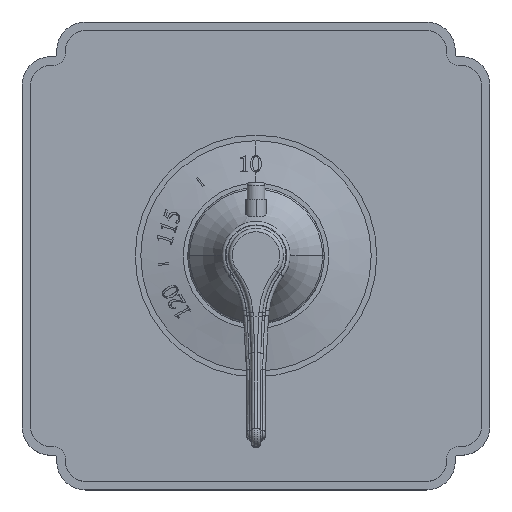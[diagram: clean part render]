
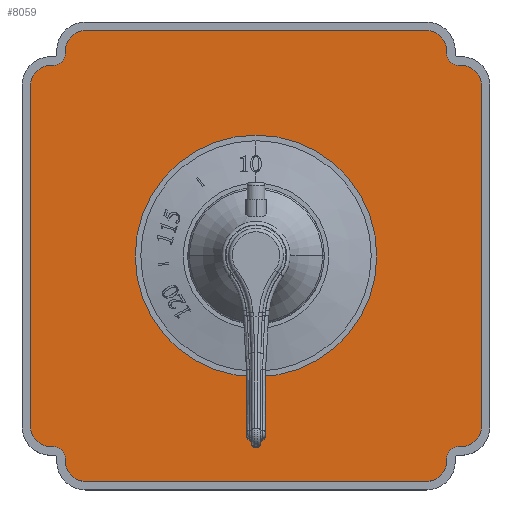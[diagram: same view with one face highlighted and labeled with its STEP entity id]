
A CAD part, top view. The second image highlights one B-rep face of the part: STEP entity #8059.
In plain terms, the highlighted planar face has unit normal (0, 0, 1).
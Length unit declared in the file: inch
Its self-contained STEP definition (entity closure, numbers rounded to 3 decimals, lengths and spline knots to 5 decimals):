
#518=DIRECTION('',(1.,0.,0.));
#519=VECTOR('',#518,0.045);
#520=CARTESIAN_POINT('',(2.915,-2.75,0.343));
#521=LINE('',#520,#519);
#522=CARTESIAN_POINT('',(2.915,-2.915,0.343));
#523=DIRECTION('',(0.,0.,-1.));
#524=DIRECTION('',(-1.,0.,0.));
#525=AXIS2_PLACEMENT_3D('',#522,#523,#524);
#527=DIRECTION('',(0.,1.,0.));
#528=VECTOR('',#527,0.045);
#529=CARTESIAN_POINT('',(2.75,-2.96,0.343));
#530=LINE('',#529,#528);
#531=CARTESIAN_POINT('',(2.46,-2.96,0.343));
#532=DIRECTION('',(0.,0.,1.));
#533=DIRECTION('',(0.,-1.,0.));
#534=AXIS2_PLACEMENT_3D('',#531,#532,#533);
#536=DIRECTION('',(1.,0.,0.));
#537=VECTOR('',#536,4.92);
#538=CARTESIAN_POINT('',(-2.46,-3.25,0.343));
#539=LINE('',#538,#537);
#540=CARTESIAN_POINT('',(-2.46,-2.96,0.343));
#541=DIRECTION('',(0.,0.,1.));
#542=DIRECTION('',(-1.,0.,0.));
#543=AXIS2_PLACEMENT_3D('',#540,#541,#542);
#545=DIRECTION('',(0.,-1.,0.));
#546=VECTOR('',#545,0.045);
#547=CARTESIAN_POINT('',(-2.75,-2.915,0.343));
#548=LINE('',#547,#546);
#549=CARTESIAN_POINT('',(-2.915,-2.915,0.343));
#550=DIRECTION('',(0.,0.,-1.));
#551=DIRECTION('',(0.,1.,0.));
#552=AXIS2_PLACEMENT_3D('',#549,#550,#551);
#554=DIRECTION('',(1.,0.,0.));
#555=VECTOR('',#554,0.045);
#556=CARTESIAN_POINT('',(-2.96,-2.75,0.343));
#557=LINE('',#556,#555);
#558=CARTESIAN_POINT('',(-2.96,-2.46,0.343));
#559=DIRECTION('',(0.,0.,1.));
#560=DIRECTION('',(-1.,0.,0.));
#561=AXIS2_PLACEMENT_3D('',#558,#559,#560);
#563=DIRECTION('',(0.,-1.,0.));
#564=VECTOR('',#563,4.92);
#565=CARTESIAN_POINT('',(-3.25,2.46,0.343));
#566=LINE('',#565,#564);
#567=CARTESIAN_POINT('',(-2.96,2.46,0.343));
#568=DIRECTION('',(0.,0.,1.));
#569=DIRECTION('',(0.,1.,0.));
#570=AXIS2_PLACEMENT_3D('',#567,#568,#569);
#572=DIRECTION('',(-1.,0.,0.));
#573=VECTOR('',#572,0.045);
#574=CARTESIAN_POINT('',(-2.915,2.75,0.343));
#575=LINE('',#574,#573);
#576=CARTESIAN_POINT('',(-2.915,2.915,0.343));
#577=DIRECTION('',(0.,0.,-1.));
#578=DIRECTION('',(1.,0.,0.));
#579=AXIS2_PLACEMENT_3D('',#576,#577,#578);
#581=DIRECTION('',(0.,-1.,0.));
#582=VECTOR('',#581,0.045);
#583=CARTESIAN_POINT('',(-2.75,2.96,0.343));
#584=LINE('',#583,#582);
#585=CARTESIAN_POINT('',(-2.46,2.96,0.343));
#586=DIRECTION('',(0.,0.,1.));
#587=DIRECTION('',(0.,1.,0.));
#588=AXIS2_PLACEMENT_3D('',#585,#586,#587);
#590=DIRECTION('',(-1.,0.,0.));
#591=VECTOR('',#590,4.92);
#592=CARTESIAN_POINT('',(2.46,3.25,0.343));
#593=LINE('',#592,#591);
#594=CARTESIAN_POINT('',(2.46,2.96,0.343));
#595=DIRECTION('',(0.,0.,1.));
#596=DIRECTION('',(1.,0.,0.));
#597=AXIS2_PLACEMENT_3D('',#594,#595,#596);
#599=DIRECTION('',(0.,1.,0.));
#600=VECTOR('',#599,0.045);
#601=CARTESIAN_POINT('',(2.75,2.915,0.343));
#602=LINE('',#601,#600);
#603=CARTESIAN_POINT('',(2.915,2.915,0.343));
#604=DIRECTION('',(0.,0.,-1.));
#605=DIRECTION('',(0.,-1.,0.));
#606=AXIS2_PLACEMENT_3D('',#603,#604,#605);
#608=DIRECTION('',(-1.,0.,0.));
#609=VECTOR('',#608,0.045);
#610=CARTESIAN_POINT('',(2.96,2.75,0.343));
#611=LINE('',#610,#609);
#612=CARTESIAN_POINT('',(2.96,2.46,0.343));
#613=DIRECTION('',(0.,0.,1.));
#614=DIRECTION('',(1.,0.,0.));
#615=AXIS2_PLACEMENT_3D('',#612,#613,#614);
#617=DIRECTION('',(0.,1.,0.));
#618=VECTOR('',#617,4.92);
#619=CARTESIAN_POINT('',(3.25,-2.46,0.343));
#620=LINE('',#619,#618);
#621=CARTESIAN_POINT('',(2.96,-2.46,0.343));
#622=DIRECTION('',(0.,0.,1.));
#623=DIRECTION('',(0.,-1.,0.));
#624=AXIS2_PLACEMENT_3D('',#621,#622,#623);
#626=CARTESIAN_POINT('',(0.,0.,0.343));
#627=DIRECTION('',(0.,0.,-1.));
#628=DIRECTION('',(0.,1.,0.));
#629=AXIS2_PLACEMENT_3D('',#626,#627,#628);
#631=CARTESIAN_POINT('',(0.,0.,0.343));
#632=DIRECTION('',(0.,0.,-1.));
#633=DIRECTION('',(0.,-1.,0.));
#634=AXIS2_PLACEMENT_3D('',#631,#632,#633);
#6286=CARTESIAN_POINT('',(2.915,-2.75,0.343));
#6287=CARTESIAN_POINT('',(2.96,-2.75,0.343));
#6288=VERTEX_POINT('',#6286);
#6289=VERTEX_POINT('',#6287);
#6290=CARTESIAN_POINT('',(3.25,-2.46,0.343));
#6291=VERTEX_POINT('',#6290);
#6292=CARTESIAN_POINT('',(3.25,2.46,0.343));
#6293=VERTEX_POINT('',#6292);
#6294=CARTESIAN_POINT('',(2.96,2.75,0.343));
#6295=VERTEX_POINT('',#6294);
#6296=CARTESIAN_POINT('',(2.915,2.75,0.343));
#6297=VERTEX_POINT('',#6296);
#6298=CARTESIAN_POINT('',(2.75,2.915,0.343));
#6299=VERTEX_POINT('',#6298);
#6300=CARTESIAN_POINT('',(2.75,2.96,0.343));
#6301=VERTEX_POINT('',#6300);
#6302=CARTESIAN_POINT('',(2.46,3.25,0.343));
#6303=VERTEX_POINT('',#6302);
#6304=CARTESIAN_POINT('',(-2.46,3.25,0.343));
#6305=VERTEX_POINT('',#6304);
#6306=CARTESIAN_POINT('',(-2.75,2.96,0.343));
#6307=VERTEX_POINT('',#6306);
#6308=CARTESIAN_POINT('',(-2.75,2.915,0.343));
#6309=VERTEX_POINT('',#6308);
#6310=CARTESIAN_POINT('',(-2.915,2.75,0.343));
#6311=VERTEX_POINT('',#6310);
#6312=CARTESIAN_POINT('',(-2.96,2.75,0.343));
#6313=VERTEX_POINT('',#6312);
#6314=CARTESIAN_POINT('',(-3.25,2.46,0.343));
#6315=VERTEX_POINT('',#6314);
#6316=CARTESIAN_POINT('',(-3.25,-2.46,0.343));
#6317=VERTEX_POINT('',#6316);
#6318=CARTESIAN_POINT('',(-2.96,-2.75,0.343));
#6319=VERTEX_POINT('',#6318);
#6320=CARTESIAN_POINT('',(-2.915,-2.75,0.343));
#6321=VERTEX_POINT('',#6320);
#6322=CARTESIAN_POINT('',(-2.75,-2.915,0.343));
#6323=VERTEX_POINT('',#6322);
#6324=CARTESIAN_POINT('',(-2.75,-2.96,0.343));
#6325=VERTEX_POINT('',#6324);
#6326=CARTESIAN_POINT('',(-2.46,-3.25,0.343));
#6327=VERTEX_POINT('',#6326);
#6328=CARTESIAN_POINT('',(2.46,-3.25,0.343));
#6329=VERTEX_POINT('',#6328);
#6330=CARTESIAN_POINT('',(2.75,-2.96,0.343));
#6331=VERTEX_POINT('',#6330);
#6332=CARTESIAN_POINT('',(2.75,-2.915,0.343));
#6333=VERTEX_POINT('',#6332);
#6877=CARTESIAN_POINT('',(0.,1.7425,0.343));
#6878=CARTESIAN_POINT('',(0.,-1.7425,0.343));
#6879=VERTEX_POINT('',#6877);
#6880=VERTEX_POINT('',#6878);
#8022=CARTESIAN_POINT('',(0.,0.,0.343));
#8023=DIRECTION('',(0.,0.,1.));
#8024=DIRECTION('',(-1.,0.,0.));
#8025=AXIS2_PLACEMENT_3D('',#8022,#8023,#8024);
#8026=PLANE('',#8025);
#8027=ORIENTED_EDGE('',*,*,#7694,.F.);
#8028=ORIENTED_EDGE('',*,*,#7709,.F.);
#8029=ORIENTED_EDGE('',*,*,#7723,.F.);
#8030=ORIENTED_EDGE('',*,*,#7737,.F.);
#8031=ORIENTED_EDGE('',*,*,#7751,.F.);
#8032=ORIENTED_EDGE('',*,*,#7765,.F.);
#8033=ORIENTED_EDGE('',*,*,#7779,.F.);
#8034=ORIENTED_EDGE('',*,*,#7793,.F.);
#8035=ORIENTED_EDGE('',*,*,#7807,.F.);
#8036=ORIENTED_EDGE('',*,*,#7821,.F.);
#8037=ORIENTED_EDGE('',*,*,#7835,.F.);
#8038=ORIENTED_EDGE('',*,*,#7849,.F.);
#8039=ORIENTED_EDGE('',*,*,#7863,.F.);
#8040=ORIENTED_EDGE('',*,*,#7877,.F.);
#8041=ORIENTED_EDGE('',*,*,#7891,.F.);
#8042=ORIENTED_EDGE('',*,*,#7905,.F.);
#8043=ORIENTED_EDGE('',*,*,#7919,.F.);
#8044=ORIENTED_EDGE('',*,*,#7933,.F.);
#8045=ORIENTED_EDGE('',*,*,#7947,.F.);
#8046=ORIENTED_EDGE('',*,*,#7961,.F.);
#8047=ORIENTED_EDGE('',*,*,#7975,.F.);
#8048=ORIENTED_EDGE('',*,*,#7989,.F.);
#8049=ORIENTED_EDGE('',*,*,#8003,.F.);
#8050=ORIENTED_EDGE('',*,*,#8016,.F.);
#8051=EDGE_LOOP('',(#8027,#8028,#8029,#8030,#8031,#8032,#8033,#8034,#8035,#8036,
#8037,#8038,#8039,#8040,#8041,#8042,#8043,#8044,#8045,#8046,#8047,#8048,#8049,
#8050));
#8052=FACE_OUTER_BOUND('',#8051,.F.);
#8054=ORIENTED_EDGE('',*,*,#8053,.F.);
#8056=ORIENTED_EDGE('',*,*,#8055,.F.);
#8057=EDGE_LOOP('',(#8054,#8056));
#8058=FACE_BOUND('',#8057,.F.);
#8059=ADVANCED_FACE('',(#8052,#8058),#8026,.T.);
#526=CIRCLE('',#525,0.165);
#535=CIRCLE('',#534,0.29);
#544=CIRCLE('',#543,0.29);
#553=CIRCLE('',#552,0.165);
#562=CIRCLE('',#561,0.29);
#571=CIRCLE('',#570,0.29);
#580=CIRCLE('',#579,0.165);
#589=CIRCLE('',#588,0.29);
#598=CIRCLE('',#597,0.29);
#607=CIRCLE('',#606,0.165);
#616=CIRCLE('',#615,0.29);
#625=CIRCLE('',#624,0.29);
#630=CIRCLE('',#629,1.7425);
#635=CIRCLE('',#634,1.7425);
#7694=EDGE_CURVE('',#6288,#6289,#521,.T.);
#7709=EDGE_CURVE('',#6333,#6288,#526,.T.);
#7723=EDGE_CURVE('',#6331,#6333,#530,.T.);
#7737=EDGE_CURVE('',#6329,#6331,#535,.T.);
#7751=EDGE_CURVE('',#6327,#6329,#539,.T.);
#7765=EDGE_CURVE('',#6325,#6327,#544,.T.);
#7779=EDGE_CURVE('',#6323,#6325,#548,.T.);
#7793=EDGE_CURVE('',#6321,#6323,#553,.T.);
#7807=EDGE_CURVE('',#6319,#6321,#557,.T.);
#7821=EDGE_CURVE('',#6317,#6319,#562,.T.);
#7835=EDGE_CURVE('',#6315,#6317,#566,.T.);
#7849=EDGE_CURVE('',#6313,#6315,#571,.T.);
#7863=EDGE_CURVE('',#6311,#6313,#575,.T.);
#7877=EDGE_CURVE('',#6309,#6311,#580,.T.);
#7891=EDGE_CURVE('',#6307,#6309,#584,.T.);
#7905=EDGE_CURVE('',#6305,#6307,#589,.T.);
#7919=EDGE_CURVE('',#6303,#6305,#593,.T.);
#7933=EDGE_CURVE('',#6301,#6303,#598,.T.);
#7947=EDGE_CURVE('',#6299,#6301,#602,.T.);
#7961=EDGE_CURVE('',#6297,#6299,#607,.T.);
#7975=EDGE_CURVE('',#6295,#6297,#611,.T.);
#7989=EDGE_CURVE('',#6293,#6295,#616,.T.);
#8003=EDGE_CURVE('',#6291,#6293,#620,.T.);
#8016=EDGE_CURVE('',#6289,#6291,#625,.T.);
#8053=EDGE_CURVE('',#6879,#6880,#630,.T.);
#8055=EDGE_CURVE('',#6880,#6879,#635,.T.);
